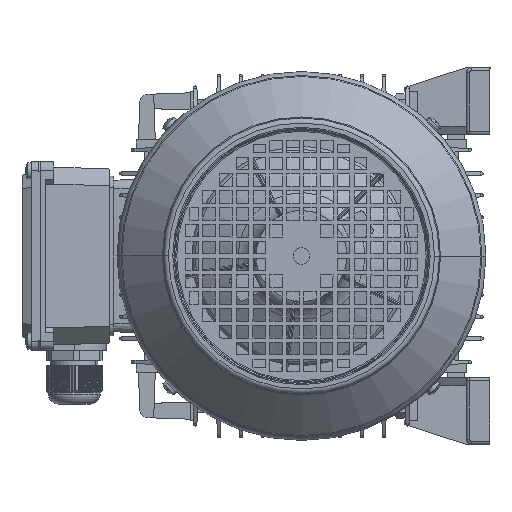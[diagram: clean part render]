
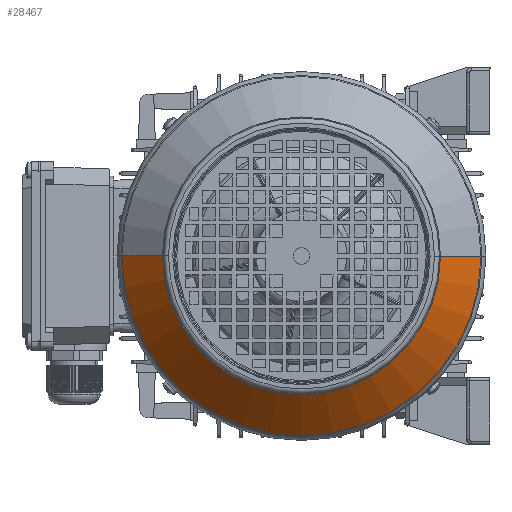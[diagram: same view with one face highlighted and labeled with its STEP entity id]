
A CAD part, left-side view. The second image highlights one B-rep face of the part: STEP entity #28467.
In plain terms, the highlighted conical face has half-angle 45 degrees and reference radius 82.586 mm.
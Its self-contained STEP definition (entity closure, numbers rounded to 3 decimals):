
#28467 = ADVANCED_FACE ( 'NONE', ( #75602 ), #75580, .T. ) ;
#28470 = EDGE_LOOP ( 'NONE', ( #28472, #28479, #28481, #28483 ) ) ;
#28472 = ORIENTED_EDGE ( 'NONE', *, *, #28475, .T. ) ;
#28475 = EDGE_CURVE ( 'NONE', #28477, #28478, #75575, .T. ) ;
#28477 = VERTEX_POINT ( 'NONE', #75636 ) ;
#28478 = VERTEX_POINT ( 'NONE', #75635 ) ;
#28479 = ORIENTED_EDGE ( 'NONE', *, *, #28480, .T. ) ;
#28480 = EDGE_CURVE ( 'NONE', #28478, #28507, #75634, .T. ) ;
#28481 = ORIENTED_EDGE ( 'NONE', *, *, #28502, .F. ) ;
#28483 = ORIENTED_EDGE ( 'NONE', *, *, #28485, .F. ) ;
#28485 = EDGE_CURVE ( 'NONE', #28477, #28504, #75630, .T. ) ;
#28502 = EDGE_CURVE ( 'NONE', #28504, #28507, #75611, .T. ) ;
#28504 = VERTEX_POINT ( 'NONE', #75667 ) ;
#28507 = VERTEX_POINT ( 'NONE', #75666 ) ;
#75573 = CARTESIAN_POINT ( 'NONE',  ( 99.414, 0., 0. ) ) ;
#75574 = AXIS2_PLACEMENT_3D ( 'NONE', #75573, #75638, #75637 ) ;
#75575 = CIRCLE ( 'NONE', #75574, 82.586 ) ;
#75576 = DIRECTION ( 'NONE',  ( 0., 0., 1. ) ) ;
#75577 = DIRECTION ( 'NONE',  ( -1., 0., 0. ) ) ;
#75578 = CARTESIAN_POINT ( 'NONE',  ( 99.414, 0., 0. ) ) ;
#75579 = AXIS2_PLACEMENT_3D ( 'NONE', #75578, #75577, #75576 ) ;
#75580 = CONICAL_SURFACE ( 'NONE', #75579, 82.586, 0.785 ) ;
#75602 = FACE_OUTER_BOUND ( 'NONE', #28470, .T. ) ;
#75611 = CIRCLE ( 'NONE', #75671, 107.257 ) ;
#75627 = DIRECTION ( 'NONE',  ( -0.707, 0., 0.707 ) ) ;
#75628 = VECTOR ( 'NONE', #75627, 1000. ) ;
#75629 = CARTESIAN_POINT ( 'NONE',  ( 99.414, 0., 82.586 ) ) ;
#75630 = LINE ( 'NONE', #75629, #75628 ) ;
#75631 = DIRECTION ( 'NONE',  ( -0.707, 0., -0.707 ) ) ;
#75632 = VECTOR ( 'NONE', #75631, 1000. ) ;
#75633 = CARTESIAN_POINT ( 'NONE',  ( 99.414, 0., -82.586 ) ) ;
#75634 = LINE ( 'NONE', #75633, #75632 ) ;
#75635 = CARTESIAN_POINT ( 'NONE',  ( 99.414, 0., -82.586 ) ) ;
#75636 = CARTESIAN_POINT ( 'NONE',  ( 99.414, 0., 82.586 ) ) ;
#75637 = DIRECTION ( 'NONE',  ( 0., 0., 1. ) ) ;
#75638 = DIRECTION ( 'NONE',  ( -1., 0., 0. ) ) ;
#75666 = CARTESIAN_POINT ( 'NONE',  ( 74.743, 0., -107.257 ) ) ;
#75667 = CARTESIAN_POINT ( 'NONE',  ( 74.743, 0., 107.257 ) ) ;
#75668 = DIRECTION ( 'NONE',  ( 0., 0., 1. ) ) ;
#75669 = DIRECTION ( 'NONE',  ( -1., 0., 0. ) ) ;
#75670 = CARTESIAN_POINT ( 'NONE',  ( 74.743, 0., 0. ) ) ;
#75671 = AXIS2_PLACEMENT_3D ( 'NONE', #75670, #75669, #75668 ) ;
